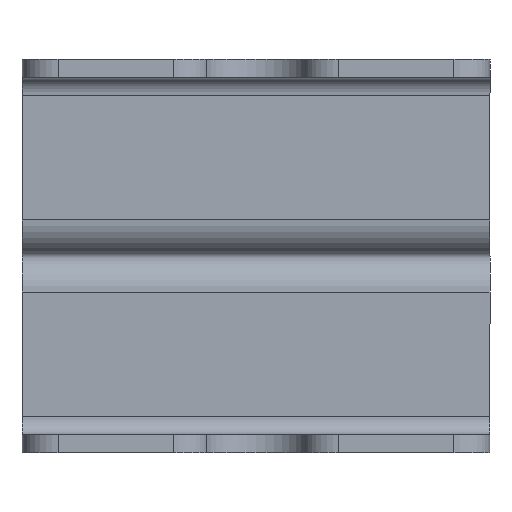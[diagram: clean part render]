
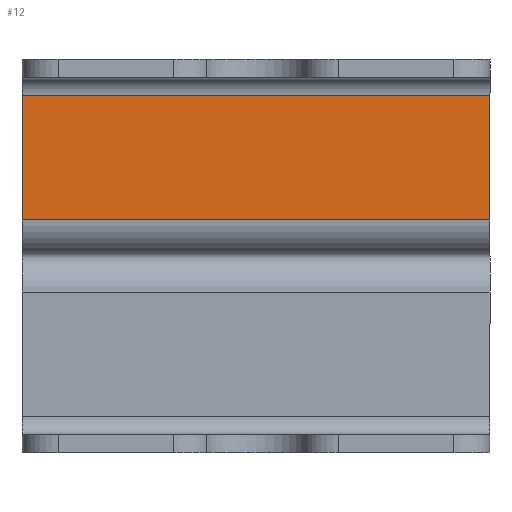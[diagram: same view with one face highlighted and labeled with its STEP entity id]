
A CAD part, front view. The second image highlights one B-rep face of the part: STEP entity #12.
In plain terms, the highlighted planar face has unit normal (0, -1, 0).
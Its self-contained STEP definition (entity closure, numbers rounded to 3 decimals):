
#5 = DIRECTION ( 'NONE',  ( -1., 0., 0. ) ) ;
#7 = LINE ( 'NONE', #330, #1144 ) ;
#12 = ADVANCED_FACE ( 'NONE', ( #321 ), #393, .F. ) ;
#68 = VERTEX_POINT ( 'NONE', #975 ) ;
#77 = EDGE_CURVE ( 'NONE', #68, #141, #1100, .T. ) ;
#90 = CARTESIAN_POINT ( 'NONE',  ( 65., 35., -39.6 ) ) ;
#95 = CARTESIAN_POINT ( 'NONE',  ( 65., 35., 0. ) ) ;
#119 = DIRECTION ( 'NONE',  ( 1., 0., 0. ) ) ;
#141 = VERTEX_POINT ( 'NONE', #397 ) ;
#203 = DIRECTION ( 'NONE',  ( 0., 0., 1. ) ) ;
#215 = ORIENTED_EDGE ( 'NONE', *, *, #1004, .F. ) ;
#249 = EDGE_CURVE ( 'NONE', #1208, #141, #7, .T. ) ;
#287 = ORIENTED_EDGE ( 'NONE', *, *, #249, .T. ) ;
#321 = FACE_OUTER_BOUND ( 'NONE', #826, .T. ) ;
#330 = CARTESIAN_POINT ( 'NONE',  ( -65., 35., -5. ) ) ;
#393 = PLANE ( 'NONE',  #949 ) ;
#397 = CARTESIAN_POINT ( 'NONE',  ( -65., 35., -5. ) ) ;
#420 = ORIENTED_EDGE ( 'NONE', *, *, #77, .F. ) ;
#432 = LINE ( 'NONE', #566, #838 ) ;
#566 = CARTESIAN_POINT ( 'NONE',  ( 65., 35., -39.6 ) ) ;
#651 = CARTESIAN_POINT ( 'NONE',  ( 65., 35., -5. ) ) ;
#825 = VECTOR ( 'NONE', #203, 1000. ) ;
#826 = EDGE_LOOP ( 'NONE', ( #420, #958, #215, #287 ) ) ;
#838 = VECTOR ( 'NONE', #119, 1000. ) ;
#949 = AXIS2_PLACEMENT_3D ( 'NONE', #1178, #1176, #1409 ) ;
#958 = ORIENTED_EDGE ( 'NONE', *, *, #1400, .T. ) ;
#961 = CARTESIAN_POINT ( 'NONE',  ( -65., 35., 0. ) ) ;
#967 = LINE ( 'NONE', #95, #1042 ) ;
#975 = CARTESIAN_POINT ( 'NONE',  ( -65., 35., -39.6 ) ) ;
#1004 = EDGE_CURVE ( 'NONE', #1208, #1099, #967, .T. ) ;
#1042 = VECTOR ( 'NONE', #1084, 1000. ) ;
#1084 = DIRECTION ( 'NONE',  ( 0., 0., -1. ) ) ;
#1099 = VERTEX_POINT ( 'NONE', #90 ) ;
#1100 = LINE ( 'NONE', #961, #825 ) ;
#1144 = VECTOR ( 'NONE', #5, 1000. ) ;
#1176 = DIRECTION ( 'NONE',  ( 0., 1., 0. ) ) ;
#1178 = CARTESIAN_POINT ( 'NONE',  ( 65., 35., 0. ) ) ;
#1208 = VERTEX_POINT ( 'NONE', #651 ) ;
#1400 = EDGE_CURVE ( 'NONE', #68, #1099, #432, .T. ) ;
#1409 = DIRECTION ( 'NONE',  ( 0., 0., 1. ) ) ;
